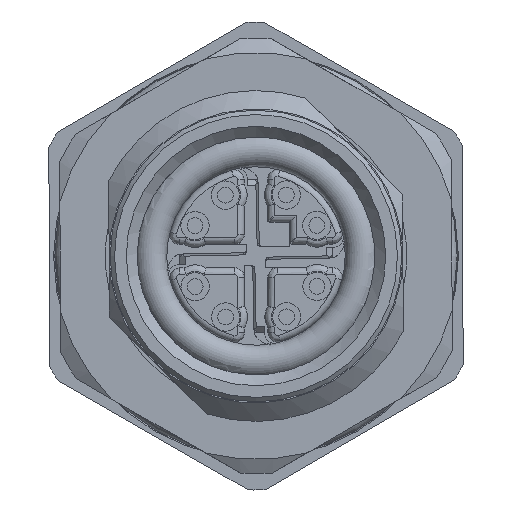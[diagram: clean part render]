
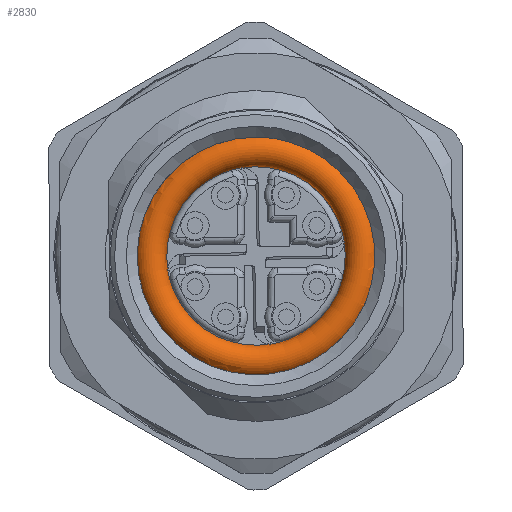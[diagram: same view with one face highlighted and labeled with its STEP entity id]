
A CAD part, front view. The second image highlights one B-rep face of the part: STEP entity #2830.
In plain terms, the highlighted toroidal (fillet/blend) face has major radius 4.85 mm and minor radius 0.75 mm.
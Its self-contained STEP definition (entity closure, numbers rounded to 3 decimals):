
#209=TOROIDAL_SURFACE('',#11529,4.85,0.75);
#2830=ADVANCED_FACE('',(#3629,#3630),#209,.T.);
#3629=FACE_BOUND('',#4016,.T.);
#3630=FACE_BOUND('',#4017,.T.);
#4016=EDGE_LOOP('',(#5413,#5414,#5415,#5416,#5417,#5418,#5419,#5420));
#4017=EDGE_LOOP('',(#5421));
#5413=ORIENTED_EDGE('',*,*,#9296,.F.);
#5414=ORIENTED_EDGE('',*,*,#9295,.F.);
#5415=ORIENTED_EDGE('',*,*,#9294,.F.);
#5416=ORIENTED_EDGE('',*,*,#9293,.F.);
#5417=ORIENTED_EDGE('',*,*,#9292,.F.);
#5418=ORIENTED_EDGE('',*,*,#9291,.F.);
#5419=ORIENTED_EDGE('',*,*,#9290,.F.);
#5420=ORIENTED_EDGE('',*,*,#9289,.F.);
#5421=ORIENTED_EDGE('',*,*,#9297,.T.);
#8074=VERTEX_POINT('',#17057);
#8076=VERTEX_POINT('',#17063);
#8082=VERTEX_POINT('',#17087);
#8084=VERTEX_POINT('',#17093);
#8090=VERTEX_POINT('',#17117);
#8092=VERTEX_POINT('',#17123);
#8098=VERTEX_POINT('',#17152);
#8099=VERTEX_POINT('',#17156);
#8100=VERTEX_POINT('',#17176);
#9289=EDGE_CURVE('',#8098,#8074,#10662,.T.);
#9290=EDGE_CURVE('',#8074,#8076,#10663,.T.);
#9291=EDGE_CURVE('',#8076,#8082,#10664,.T.);
#9292=EDGE_CURVE('',#8082,#8084,#10665,.T.);
#9293=EDGE_CURVE('',#8084,#8090,#10666,.T.);
#9294=EDGE_CURVE('',#8090,#8092,#10667,.T.);
#9295=EDGE_CURVE('',#8092,#8099,#10668,.T.);
#9296=EDGE_CURVE('',#8099,#8098,#10669,.T.);
#9297=EDGE_CURVE('',#8100,#8100,#10670,.T.);
#10662=CIRCLE('',#11512,4.1);
#10663=CIRCLE('',#11514,4.1);
#10664=CIRCLE('',#11516,4.1);
#10665=CIRCLE('',#11518,4.1);
#10666=CIRCLE('',#11520,4.1);
#10667=CIRCLE('',#11522,4.1);
#10668=CIRCLE('',#11524,4.1);
#10669=CIRCLE('',#11526,4.1);
#10670=CIRCLE('',#11528,5.46);
#11512=AXIS2_PLACEMENT_3D('',#17159,#13361,#13362);
#11514=AXIS2_PLACEMENT_3D('',#17161,#13365,#13366);
#11516=AXIS2_PLACEMENT_3D('',#17163,#13369,#13370);
#11518=AXIS2_PLACEMENT_3D('',#17165,#13373,#13374);
#11520=AXIS2_PLACEMENT_3D('',#17167,#13377,#13378);
#11522=AXIS2_PLACEMENT_3D('',#17169,#13381,#13382);
#11524=AXIS2_PLACEMENT_3D('',#17171,#13385,#13386);
#11526=AXIS2_PLACEMENT_3D('',#17173,#13389,#13390);
#11528=AXIS2_PLACEMENT_3D('',#17175,#13393,#13394);
#11529=AXIS2_PLACEMENT_3D('',#17177,#13395,#13396);
#13361=DIRECTION('',(0.,-1.,0.));
#13362=DIRECTION('',(1.,0.,0.));
#13365=DIRECTION('',(0.,-1.,0.));
#13366=DIRECTION('',(1.,0.,0.));
#13369=DIRECTION('',(0.,-1.,0.));
#13370=DIRECTION('',(1.,0.,0.));
#13373=DIRECTION('',(0.,-1.,0.));
#13374=DIRECTION('',(1.,0.,0.));
#13377=DIRECTION('',(0.,-1.,0.));
#13378=DIRECTION('',(1.,0.,0.));
#13381=DIRECTION('',(0.,-1.,0.));
#13382=DIRECTION('',(1.,0.,0.));
#13385=DIRECTION('',(0.,-1.,0.));
#13386=DIRECTION('',(1.,0.,0.));
#13389=DIRECTION('',(0.,-1.,0.));
#13390=DIRECTION('',(1.,0.,0.));
#13393=DIRECTION('',(0.,-1.,0.));
#13394=DIRECTION('',(0.,0.,1.));
#13395=DIRECTION('',(0.,-1.,0.));
#13396=DIRECTION('',(0.705,0.,0.709));
#17057=CARTESIAN_POINT('',(45.967,43.4,-0.739));
#17063=CARTESIAN_POINT('',(48.902,43.4,-3.95));
#17087=CARTESIAN_POINT('',(50.739,43.4,-4.033));
#17093=CARTESIAN_POINT('',(53.95,43.4,-1.098));
#17117=CARTESIAN_POINT('',(54.033,43.4,0.739));
#17123=CARTESIAN_POINT('',(51.098,43.4,3.95));
#17152=CARTESIAN_POINT('',(46.05,43.4,1.098));
#17156=CARTESIAN_POINT('',(49.261,43.4,4.033));
#17159=CARTESIAN_POINT('',(50.,43.4,0.));
#17161=CARTESIAN_POINT('',(50.,43.4,0.));
#17163=CARTESIAN_POINT('',(50.,43.4,0.));
#17165=CARTESIAN_POINT('',(50.,43.4,0.));
#17167=CARTESIAN_POINT('',(50.,43.4,0.));
#17169=CARTESIAN_POINT('',(50.,43.4,0.));
#17171=CARTESIAN_POINT('',(50.,43.4,0.));
#17173=CARTESIAN_POINT('',(50.,43.4,0.));
#17175=CARTESIAN_POINT('',(50.,42.964,0.));
#17176=CARTESIAN_POINT('',(50.,42.964,5.46));
#17177=CARTESIAN_POINT('',(50.,43.4,0.));
